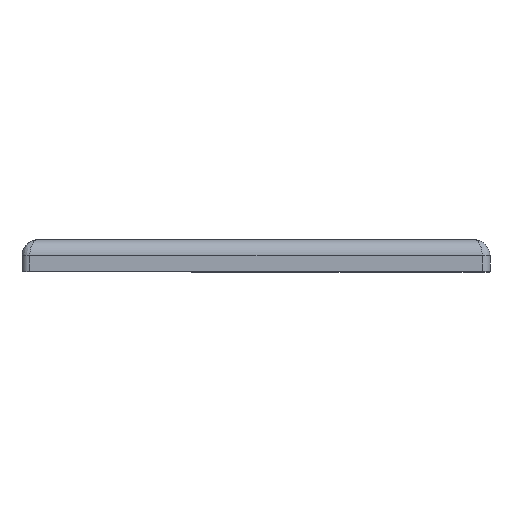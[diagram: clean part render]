
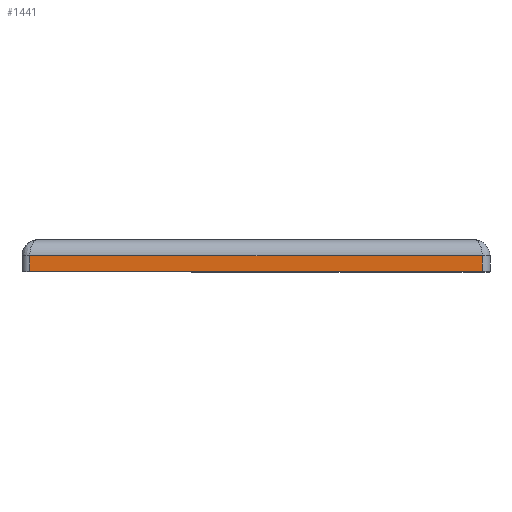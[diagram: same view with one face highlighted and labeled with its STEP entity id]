
A CAD part, top view. The second image highlights one B-rep face of the part: STEP entity #1441.
In plain terms, the highlighted planar face has unit normal (0, 0, 1).
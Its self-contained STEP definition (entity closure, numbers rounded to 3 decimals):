
#22 = EDGE_CURVE ( 'NONE', #382, #983, #1047, .T. ) ;
#25 = EDGE_CURVE ( 'NONE', #983, #1067, #1058, .T. ) ;
#32 = EDGE_CURVE ( 'NONE', #1067, #1387, #1043, .T. ) ;
#188 = VECTOR ( 'NONE', #235, 1000. ) ;
#200 = LINE ( 'NONE', #351, #188 ) ;
#235 = DIRECTION ( 'NONE',  ( 1., 0., 0. ) ) ;
#351 = CARTESIAN_POINT ( 'NONE',  ( -29., 0., 30. ) ) ;
#382 = VERTEX_POINT ( 'NONE', #1099 ) ;
#496 = CARTESIAN_POINT ( 'NONE',  ( -28., 2., 30. ) ) ;
#525 = ORIENTED_EDGE ( 'NONE', *, *, #25, .T. ) ;
#561 = FACE_OUTER_BOUND ( 'NONE', #1457, .T. ) ;
#615 = DIRECTION ( 'NONE',  ( -1., 0., 0. ) ) ;
#741 = CARTESIAN_POINT ( 'NONE',  ( 29., 2., 30. ) ) ;
#783 = DIRECTION ( 'NONE',  ( 0., 0., -1. ) ) ;
#790 = PLANE ( 'NONE',  #999 ) ;
#821 = DIRECTION ( 'NONE',  ( 0., -1., 0. ) ) ;
#837 = DIRECTION ( 'NONE',  ( -1., 0., 0. ) ) ;
#894 = CARTESIAN_POINT ( 'NONE',  ( -29., 4., 30. ) ) ;
#895 = CARTESIAN_POINT ( 'NONE',  ( -28., 4., 30. ) ) ;
#910 = DIRECTION ( 'NONE',  ( 0., 1., 0. ) ) ;
#917 = CARTESIAN_POINT ( 'NONE',  ( 29., 4., 30. ) ) ;
#926 = CARTESIAN_POINT ( 'NONE',  ( -28., 2., 30. ) ) ;
#983 = VERTEX_POINT ( 'NONE', #741 ) ;
#999 = AXIS2_PLACEMENT_3D ( 'NONE', #894, #783, #615 ) ;
#1030 = VECTOR ( 'NONE', #821, 1000. ) ;
#1042 = VECTOR ( 'NONE', #837, 1000. ) ;
#1043 = LINE ( 'NONE', #895, #1030 ) ;
#1047 = LINE ( 'NONE', #917, #1555 ) ;
#1058 = LINE ( 'NONE', #926, #1042 ) ;
#1067 = VERTEX_POINT ( 'NONE', #496 ) ;
#1099 = CARTESIAN_POINT ( 'NONE',  ( 29., 0., 30. ) ) ;
#1228 = ORIENTED_EDGE ( 'NONE', *, *, #32, .T. ) ;
#1231 = ORIENTED_EDGE ( 'NONE', *, *, #1607, .T. ) ;
#1252 = CARTESIAN_POINT ( 'NONE',  ( -28., 0., 30. ) ) ;
#1387 = VERTEX_POINT ( 'NONE', #1252 ) ;
#1409 = ORIENTED_EDGE ( 'NONE', *, *, #22, .T. ) ;
#1441 = ADVANCED_FACE ( 'NONE', ( #561 ), #790, .F. ) ;
#1457 = EDGE_LOOP ( 'NONE', ( #1409, #525, #1228, #1231 ) ) ;
#1555 = VECTOR ( 'NONE', #910, 1000. ) ;
#1607 = EDGE_CURVE ( 'NONE', #1387, #382, #200, .T. ) ;
